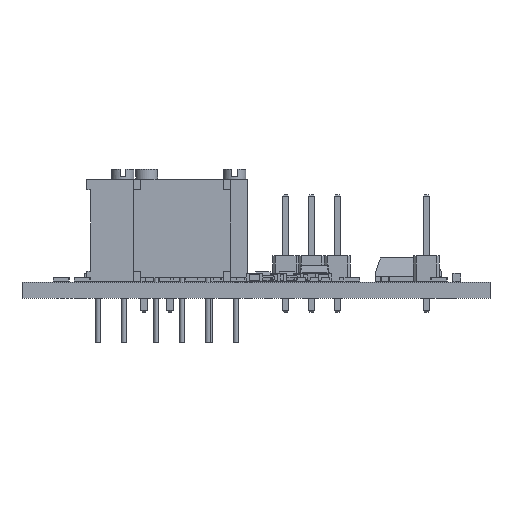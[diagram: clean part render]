
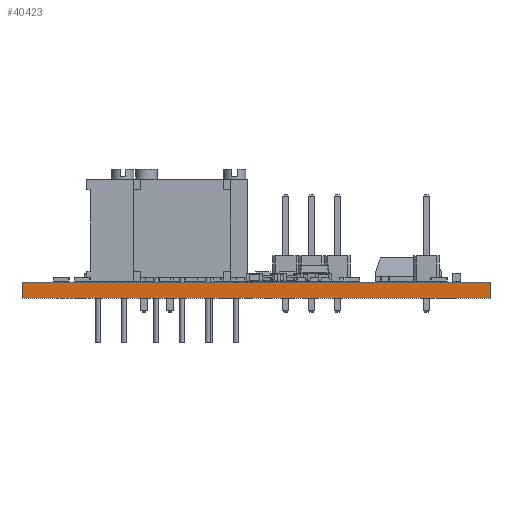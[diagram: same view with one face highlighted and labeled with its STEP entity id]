
A CAD part, front view. The second image highlights one B-rep face of the part: STEP entity #40423.
In plain terms, the highlighted planar face has unit normal (0, -1, 0).
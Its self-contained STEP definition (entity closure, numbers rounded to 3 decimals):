
#40423 = ADVANCED_FACE('',(#40424),#40438,.T.);
#40424 = FACE_BOUND('',#40425,.T.);
#40425 = EDGE_LOOP('',(#40426,#40461,#40489,#40517));
#40426 = ORIENTED_EDGE('',*,*,#40427,.T.);
#40427 = EDGE_CURVE('',#40428,#40430,#40432,.T.);
#40428 = VERTEX_POINT('',#40429);
#40429 = CARTESIAN_POINT('',(190.,-146.,0.));
#40430 = VERTEX_POINT('',#40431);
#40431 = CARTESIAN_POINT('',(190.,-146.,1.58));
#40432 = SURFACE_CURVE('',#40433,(#40437,#40449),.PCURVE_S1.);
#40433 = LINE('',#40434,#40435);
#40434 = CARTESIAN_POINT('',(190.,-146.,0.));
#40435 = VECTOR('',#40436,1.);
#40436 = DIRECTION('',(0.,0.,1.));
#40437 = PCURVE('',#40438,#40443);
#40438 = PLANE('',#40439);
#40439 = AXIS2_PLACEMENT_3D('',#40440,#40441,#40442);
#40440 = CARTESIAN_POINT('',(190.,-146.,0.));
#40441 = DIRECTION('',(0.,-1.,0.));
#40442 = DIRECTION('',(-1.,0.,0.));
#40443 = DEFINITIONAL_REPRESENTATION('',(#40444),#40448);
#40444 = LINE('',#40445,#40446);
#40445 = CARTESIAN_POINT('',(0.,-0.));
#40446 = VECTOR('',#40447,1.);
#40447 = DIRECTION('',(0.,-1.));
#40448 = ( GEOMETRIC_REPRESENTATION_CONTEXT(2) 
PARAMETRIC_REPRESENTATION_CONTEXT() REPRESENTATION_CONTEXT('2D SPACE',''
  ) );
#40449 = PCURVE('',#40450,#40455);
#40450 = PLANE('',#40451);
#40451 = AXIS2_PLACEMENT_3D('',#40452,#40453,#40454);
#40452 = CARTESIAN_POINT('',(190.,-87.,0.));
#40453 = DIRECTION('',(1.,0.,-0.));
#40454 = DIRECTION('',(0.,-1.,0.));
#40455 = DEFINITIONAL_REPRESENTATION('',(#40456),#40460);
#40456 = LINE('',#40457,#40458);
#40457 = CARTESIAN_POINT('',(59.,0.));
#40458 = VECTOR('',#40459,1.);
#40459 = DIRECTION('',(0.,-1.));
#40460 = ( GEOMETRIC_REPRESENTATION_CONTEXT(2) 
PARAMETRIC_REPRESENTATION_CONTEXT() REPRESENTATION_CONTEXT('2D SPACE',''
  ) );
#40461 = ORIENTED_EDGE('',*,*,#40462,.T.);
#40462 = EDGE_CURVE('',#40430,#40463,#40465,.T.);
#40463 = VERTEX_POINT('',#40464);
#40464 = CARTESIAN_POINT('',(144.,-146.,1.58));
#40465 = SURFACE_CURVE('',#40466,(#40470,#40477),.PCURVE_S1.);
#40466 = LINE('',#40467,#40468);
#40467 = CARTESIAN_POINT('',(190.,-146.,1.58));
#40468 = VECTOR('',#40469,1.);
#40469 = DIRECTION('',(-1.,0.,0.));
#40470 = PCURVE('',#40438,#40471);
#40471 = DEFINITIONAL_REPRESENTATION('',(#40472),#40476);
#40472 = LINE('',#40473,#40474);
#40473 = CARTESIAN_POINT('',(0.,-1.58));
#40474 = VECTOR('',#40475,1.);
#40475 = DIRECTION('',(1.,0.));
#40476 = ( GEOMETRIC_REPRESENTATION_CONTEXT(2) 
PARAMETRIC_REPRESENTATION_CONTEXT() REPRESENTATION_CONTEXT('2D SPACE',''
  ) );
#40477 = PCURVE('',#40478,#40483);
#40478 = PLANE('',#40479);
#40479 = AXIS2_PLACEMENT_3D('',#40480,#40481,#40482);
#40480 = CARTESIAN_POINT('',(167.,-116.5,1.58));
#40481 = DIRECTION('',(-0.,-0.,-1.));
#40482 = DIRECTION('',(-1.,0.,0.));
#40483 = DEFINITIONAL_REPRESENTATION('',(#40484),#40488);
#40484 = LINE('',#40485,#40486);
#40485 = CARTESIAN_POINT('',(-23.,-29.5));
#40486 = VECTOR('',#40487,1.);
#40487 = DIRECTION('',(1.,0.));
#40488 = ( GEOMETRIC_REPRESENTATION_CONTEXT(2) 
PARAMETRIC_REPRESENTATION_CONTEXT() REPRESENTATION_CONTEXT('2D SPACE',''
  ) );
#40489 = ORIENTED_EDGE('',*,*,#40490,.F.);
#40490 = EDGE_CURVE('',#40491,#40463,#40493,.T.);
#40491 = VERTEX_POINT('',#40492);
#40492 = CARTESIAN_POINT('',(144.,-146.,0.));
#40493 = SURFACE_CURVE('',#40494,(#40498,#40505),.PCURVE_S1.);
#40494 = LINE('',#40495,#40496);
#40495 = CARTESIAN_POINT('',(144.,-146.,0.));
#40496 = VECTOR('',#40497,1.);
#40497 = DIRECTION('',(0.,0.,1.));
#40498 = PCURVE('',#40438,#40499);
#40499 = DEFINITIONAL_REPRESENTATION('',(#40500),#40504);
#40500 = LINE('',#40501,#40502);
#40501 = CARTESIAN_POINT('',(46.,0.));
#40502 = VECTOR('',#40503,1.);
#40503 = DIRECTION('',(0.,-1.));
#40504 = ( GEOMETRIC_REPRESENTATION_CONTEXT(2) 
PARAMETRIC_REPRESENTATION_CONTEXT() REPRESENTATION_CONTEXT('2D SPACE',''
  ) );
#40505 = PCURVE('',#40506,#40511);
#40506 = PLANE('',#40507);
#40507 = AXIS2_PLACEMENT_3D('',#40508,#40509,#40510);
#40508 = CARTESIAN_POINT('',(144.,-146.,0.));
#40509 = DIRECTION('',(-1.,0.,0.));
#40510 = DIRECTION('',(0.,1.,0.));
#40511 = DEFINITIONAL_REPRESENTATION('',(#40512),#40516);
#40512 = LINE('',#40513,#40514);
#40513 = CARTESIAN_POINT('',(0.,0.));
#40514 = VECTOR('',#40515,1.);
#40515 = DIRECTION('',(0.,-1.));
#40516 = ( GEOMETRIC_REPRESENTATION_CONTEXT(2) 
PARAMETRIC_REPRESENTATION_CONTEXT() REPRESENTATION_CONTEXT('2D SPACE',''
  ) );
#40517 = ORIENTED_EDGE('',*,*,#40518,.F.);
#40518 = EDGE_CURVE('',#40428,#40491,#40519,.T.);
#40519 = SURFACE_CURVE('',#40520,(#40524,#40531),.PCURVE_S1.);
#40520 = LINE('',#40521,#40522);
#40521 = CARTESIAN_POINT('',(190.,-146.,0.));
#40522 = VECTOR('',#40523,1.);
#40523 = DIRECTION('',(-1.,0.,0.));
#40524 = PCURVE('',#40438,#40525);
#40525 = DEFINITIONAL_REPRESENTATION('',(#40526),#40530);
#40526 = LINE('',#40527,#40528);
#40527 = CARTESIAN_POINT('',(0.,-0.));
#40528 = VECTOR('',#40529,1.);
#40529 = DIRECTION('',(1.,0.));
#40530 = ( GEOMETRIC_REPRESENTATION_CONTEXT(2) 
PARAMETRIC_REPRESENTATION_CONTEXT() REPRESENTATION_CONTEXT('2D SPACE',''
  ) );
#40531 = PCURVE('',#40532,#40537);
#40532 = PLANE('',#40533);
#40533 = AXIS2_PLACEMENT_3D('',#40534,#40535,#40536);
#40534 = CARTESIAN_POINT('',(167.,-116.5,0.));
#40535 = DIRECTION('',(-0.,-0.,-1.));
#40536 = DIRECTION('',(-1.,0.,0.));
#40537 = DEFINITIONAL_REPRESENTATION('',(#40538),#40542);
#40538 = LINE('',#40539,#40540);
#40539 = CARTESIAN_POINT('',(-23.,-29.5));
#40540 = VECTOR('',#40541,1.);
#40541 = DIRECTION('',(1.,0.));
#40542 = ( GEOMETRIC_REPRESENTATION_CONTEXT(2) 
PARAMETRIC_REPRESENTATION_CONTEXT() REPRESENTATION_CONTEXT('2D SPACE',''
  ) );
